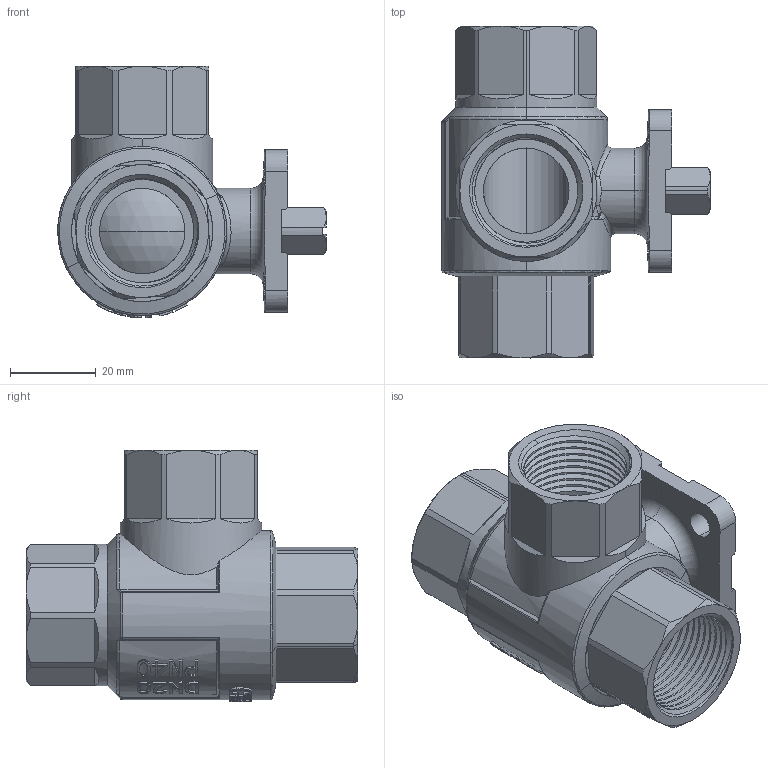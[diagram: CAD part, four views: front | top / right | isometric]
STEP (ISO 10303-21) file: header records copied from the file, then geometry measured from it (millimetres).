
FILE_DESCRIPTION (( 'STEP AP214' ), '1' );
FILE_NAME ('20脹霜講蚾饜极.STEP', '2023-11-13T09:10:37', ( '' ), ( '' ), 'SwSTEP 2.0', 'SolidWorks 2018', '' );
FILE_SCHEMA (( 'AUTOMOTIVE_DESIGN' ));
Length unit declared in the file: millimetre
Products named in the file (1): 20脹霜講蚾饜极
Bounding box: 62.75 x 77.5 x 58.75 mm (x, y, z)
Volume: 60057 mm3; surface area: 27883.2 mm2
Topology: 1 solids, 1 shells, 608 faces, 1605 edges, 1038 vertices
Faces by surface type: cylinder 170, plane 170, bspline 165, cone 65, torus 24, sphere 14
Entity records: 49959 total; most frequent: CARTESIAN_POINT 32794, ORIENTED_EDGE 3210, DIRECTION 1903, EDGE_CURVE 1605, VERTEX_POINT 1038, AXIS2_PLACEMENT_3D 767, B_SPLINE_CURVE_WITH_KNOTS 696, EDGE_LOOP 657
